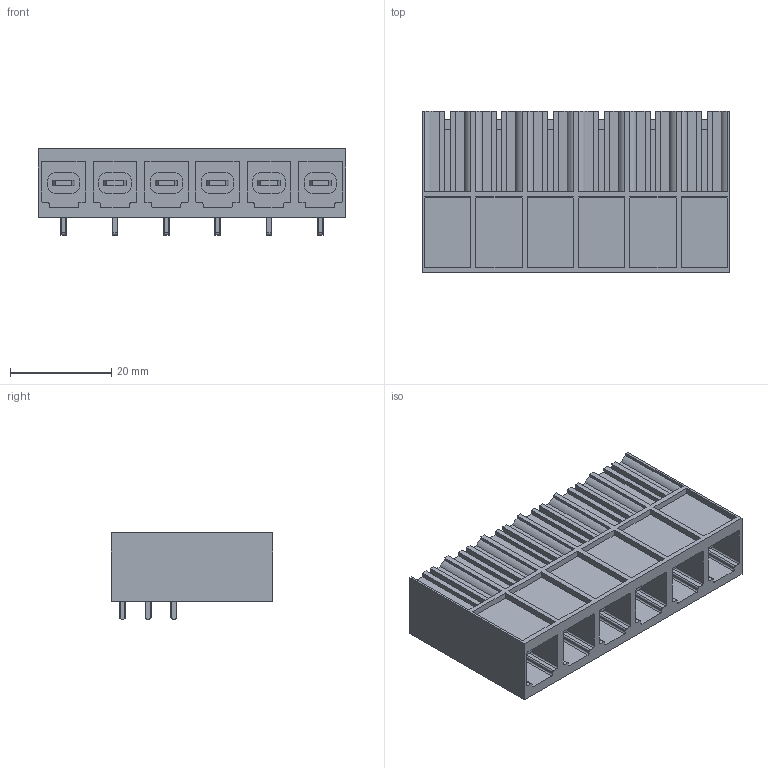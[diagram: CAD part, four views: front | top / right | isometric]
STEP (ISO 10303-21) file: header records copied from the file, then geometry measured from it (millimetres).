
FILE_DESCRIPTION(('CATIA V5 STEP Exchange','CAx-IF Rec.Pracs.--- Model Styling and Organization---1.2---2011-12-15'),'2;1');
FILE_NAME ('D1456672_0_1813530000_1813530000.stp','2018-11-29T14:51:39+00:00',('none'),('Weidmueller'),'CATIA Version 5-6 Release 2014','CATIA V5 STEP AP214','none');
FILE_SCHEMA(('AUTOMOTIVE_DESIGN { 1 0 10303 214 1 1 1 1 }'));
Length unit declared in the file: millimetre
Products named in the file (1): 1813530000
Bounding box: 60.96 x 32 x 17.1 mm (x, y, z)
Volume: 12186.8 mm3; surface area: 19877.3 mm2
Topology: 7 solids, 7 shells, 840 faces, 2424 edges, 1616 vertices
Faces by surface type: plane 708, cylinder 132
Entity records: 25004 total; most frequent: ORIENTED_EDGE 4848, CARTESIAN_POINT 4830, DIRECTION 3102, EDGE_CURVE 2424, VECTOR 2088, LINE 2088, VERTEX_POINT 1616, EDGE_LOOP 870
